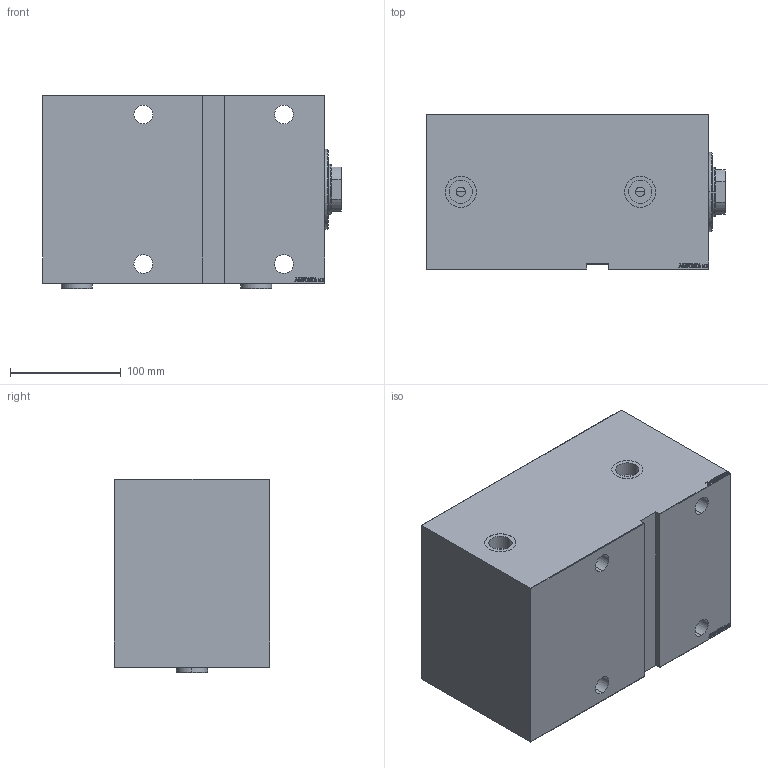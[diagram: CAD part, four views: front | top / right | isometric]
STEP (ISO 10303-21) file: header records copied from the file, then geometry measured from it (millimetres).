
FILE_DESCRIPTION (( 'STEP AP203' ), '1' );
FILE_NAME ('e5da.STEP', '2023-03-22T10:16:12', ( '' ), ( '' ), 'SwSTEP 2.0', 'SolidWorks 2019', '' );
FILE_SCHEMA (( 'CONFIG_CONTROL_DESIGN' ));
Length unit declared in the file: millimetre
Products named in the file (5): e5da; V450CP_B_VCP 1b427d145fd9dba42e9b16baa7097153; PLUG 1b427d145fd9dba42e9b16baa7097153; V450CP_VC_B 1b427d145fd9dba42e9b16baa7097153; V450CP_E 1b427d145fd9dba42e9b16baa7097153
Assembly tree (5 placements, depth 2):
  e5da
    V450CP_E 1b427d145fd9dba42e9b16baa7097153
    V450CP_B_VCP 1b427d145fd9dba42e9b16baa7097153
    V450CP_VC_B 1b427d145fd9dba42e9b16baa7097153
    PLUG 1b427d145fd9dba42e9b16baa7097153  x2
Bounding box: 270 x 140 x 174.9 mm (x, y, z)
Volume: 5056330.1 mm3; surface area: 425751.3 mm2
Topology: 5 solids, 5 shells, 938 faces, 2372 edges, 1565 vertices
Faces by surface type: plane 452, bspline 380, cylinder 84, cone 18, torus 4
Entity records: 45079 total; most frequent: CARTESIAN_POINT 24790, ORIENTED_EDGE 4660, DIRECTION 2832, EDGE_CURVE 2330, VERTEX_POINT 1541, LINE 1378, VECTOR 1378, EDGE_LOOP 1055
